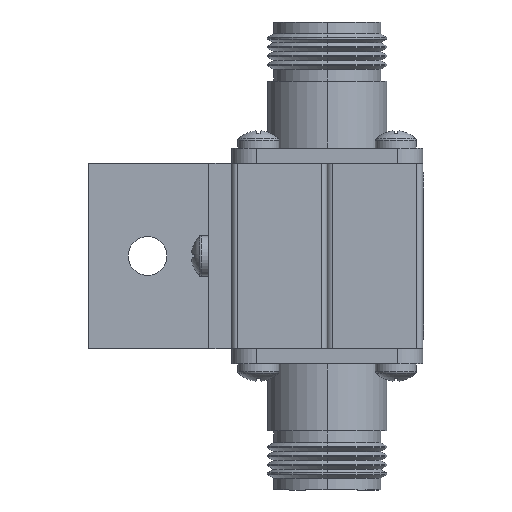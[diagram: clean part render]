
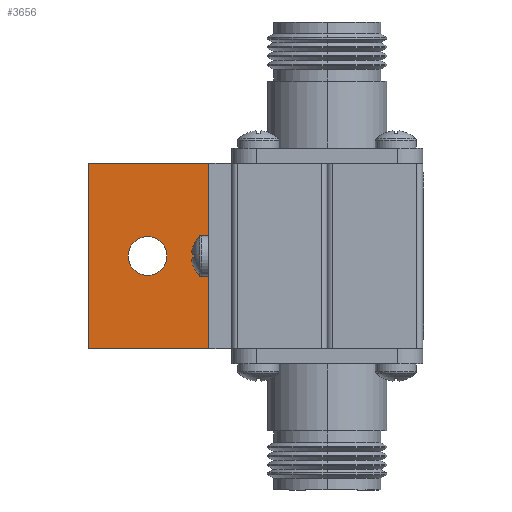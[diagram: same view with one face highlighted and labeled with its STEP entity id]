
A CAD part, left-side view. The second image highlights one B-rep face of the part: STEP entity #3656.
In plain terms, the highlighted face is planar.
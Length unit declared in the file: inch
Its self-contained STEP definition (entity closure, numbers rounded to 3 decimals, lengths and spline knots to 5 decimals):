
#859 = VERTEX_POINT ( 'NONE', #86941 ) ;
#3656 = ADVANCED_FACE ( 'NONE', ( #19853, #42077 ), #68248, .T. ) ;
#7866 = VECTOR ( 'NONE', #95668, 39.37008 ) ;
#10699 = CARTESIAN_POINT ( 'NONE',  ( 0.12, 0.12, 0.485 ) ) ;
#13579 = ORIENTED_EDGE ( 'NONE', *, *, #68149, .F. ) ;
#14292 = CARTESIAN_POINT ( 'NONE',  ( 0.12, 0.12, 0.485 ) ) ;
#14940 = DIRECTION ( 'NONE',  ( 0., 0., -1. ) ) ;
#15509 = CIRCLE ( 'NONE', #48179, 0.1015 ) ;
#15954 = ORIENTED_EDGE ( 'NONE', *, *, #33517, .F. ) ;
#16305 = ORIENTED_EDGE ( 'NONE', *, *, #22612, .T. ) ;
#16889 = DIRECTION ( 'NONE',  ( 0., 1., 0. ) ) ;
#17456 = CARTESIAN_POINT ( 'NONE',  ( 0.44, 0.12, -0.1015 ) ) ;
#19853 = FACE_BOUND ( 'NONE', #29463, .T. ) ;
#22612 = EDGE_CURVE ( 'NONE', #72366, #61485, #96214, .T. ) ;
#28989 = EDGE_LOOP ( 'NONE', ( #13579, #53112, #16305, #69803 ) ) ;
#29463 = EDGE_LOOP ( 'NONE', ( #15954, #54169 ) ) ;
#29670 = VERTEX_POINT ( 'NONE', #61452 ) ;
#33101 = CARTESIAN_POINT ( 'NONE',  ( 0.44, 0.12, 0. ) ) ;
#33517 = EDGE_CURVE ( 'NONE', #29670, #68458, #55216, .T. ) ;
#36673 = LINE ( 'NONE', #74760, #76476 ) ;
#36785 = VECTOR ( 'NONE', #14940, 39.37008 ) ;
#39283 = CARTESIAN_POINT ( 'NONE',  ( 0.44, 0.12, 0. ) ) ;
#40618 = DIRECTION ( 'NONE',  ( 0., 0., 1. ) ) ;
#42077 = FACE_OUTER_BOUND ( 'NONE', #28989, .T. ) ;
#42094 = AXIS2_PLACEMENT_3D ( 'NONE', #33101, #85368, #40618 ) ;
#43363 = CARTESIAN_POINT ( 'NONE',  ( 0., 0.12, -0.485 ) ) ;
#46838 = DIRECTION ( 'NONE',  ( 0., 0., 1. ) ) ;
#48179 = AXIS2_PLACEMENT_3D ( 'NONE', #39283, #91582, #46838 ) ;
#53112 = ORIENTED_EDGE ( 'NONE', *, *, #90031, .F. ) ;
#54169 = ORIENTED_EDGE ( 'NONE', *, *, #90752, .F. ) ;
#54375 = CARTESIAN_POINT ( 'NONE',  ( 0., 0.12, 0.485 ) ) ;
#54936 = AXIS2_PLACEMENT_3D ( 'NONE', #61685, #16889, #69206 ) ;
#55216 = CIRCLE ( 'NONE', #42094, 0.1015 ) ;
#56328 = EDGE_CURVE ( 'NONE', #61485, #859, #36673, .T. ) ;
#56468 = VECTOR ( 'NONE', #69396, 39.37008 ) ;
#61452 = CARTESIAN_POINT ( 'NONE',  ( 0.44, 0.12, 0.1015 ) ) ;
#61485 = VERTEX_POINT ( 'NONE', #92849 ) ;
#61685 = CARTESIAN_POINT ( 'NONE',  ( 0., 0.12, 0.485 ) ) ;
#65218 = LINE ( 'NONE', #43363, #7866 ) ;
#67233 = DIRECTION ( 'NONE',  ( 0., 0., -1. ) ) ;
#67346 = CARTESIAN_POINT ( 'NONE',  ( 0.12, 0.12, -0.485 ) ) ;
#68149 = EDGE_CURVE ( 'NONE', #73570, #859, #65218, .T. ) ;
#68248 = PLANE ( 'NONE',  #54936 ) ;
#68458 = VERTEX_POINT ( 'NONE', #17456 ) ;
#69206 = DIRECTION ( 'NONE',  ( 0., 0., 1. ) ) ;
#69396 = DIRECTION ( 'NONE',  ( 1., 0., 0. ) ) ;
#69803 = ORIENTED_EDGE ( 'NONE', *, *, #56328, .T. ) ;
#72366 = VERTEX_POINT ( 'NONE', #10699 ) ;
#73570 = VERTEX_POINT ( 'NONE', #67346 ) ;
#74760 = CARTESIAN_POINT ( 'NONE',  ( 0.75, 0.12, 0.485 ) ) ;
#76476 = VECTOR ( 'NONE', #67233, 39.37008 ) ;
#83555 = LINE ( 'NONE', #14292, #36785 ) ;
#85368 = DIRECTION ( 'NONE',  ( 0., 1., 0. ) ) ;
#86941 = CARTESIAN_POINT ( 'NONE',  ( 0.75, 0.12, -0.485 ) ) ;
#90031 = EDGE_CURVE ( 'NONE', #72366, #73570, #83555, .T. ) ;
#90752 = EDGE_CURVE ( 'NONE', #68458, #29670, #15509, .T. ) ;
#91582 = DIRECTION ( 'NONE',  ( 0., 1., 0. ) ) ;
#92849 = CARTESIAN_POINT ( 'NONE',  ( 0.75, 0.12, 0.485 ) ) ;
#95668 = DIRECTION ( 'NONE',  ( 1., 0., 0. ) ) ;
#96214 = LINE ( 'NONE', #54375, #56468 ) ;
